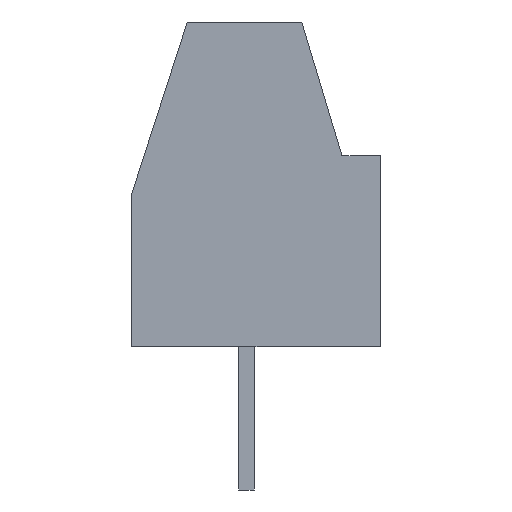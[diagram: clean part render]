
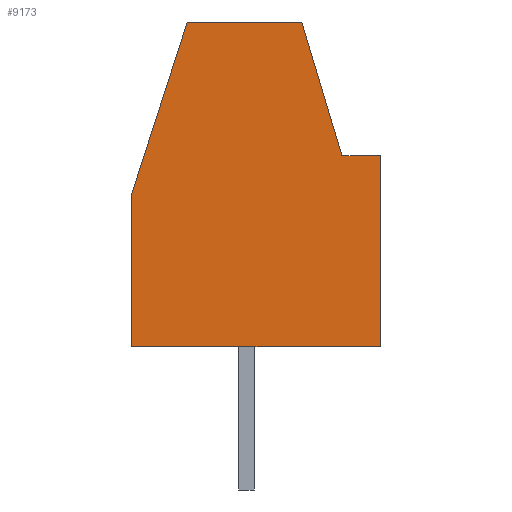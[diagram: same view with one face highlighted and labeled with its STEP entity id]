
A CAD part, left-side view. The second image highlights one B-rep face of the part: STEP entity #9173.
In plain terms, the highlighted planar face has unit normal (-1, 0, 0).
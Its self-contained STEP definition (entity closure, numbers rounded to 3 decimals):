
#7956 = VERTEX_POINT('',#7957);
#7957 = CARTESIAN_POINT('',(0.,-3.5,0.)
  );
#7966 = PLANE('',#7967);
#7967 = AXIS2_PLACEMENT_3D('',#7968,#7969,#7970);
#7968 = CARTESIAN_POINT('',(0.,-3.5,0.));
#7969 = DIRECTION('',(0.,-1.,0.));
#7970 = DIRECTION('',(0.,0.,1.));
#7978 = PLANE('',#7979);
#7979 = AXIS2_PLACEMENT_3D('',#7980,#7981,#7982);
#7980 = CARTESIAN_POINT('',(0.,-3.5,0.));
#7981 = DIRECTION('',(0.,0.,1.));
#7982 = DIRECTION('',(0.,1.,0.));
#8019 = VERTEX_POINT('',#8020);
#8020 = CARTESIAN_POINT('',(0.,-3.5,5.));
#8034 = PLANE('',#8035);
#8035 = AXIS2_PLACEMENT_3D('',#8036,#8037,#8038);
#8036 = CARTESIAN_POINT('',(0.,-3.5,5.));
#8037 = DIRECTION('',(0.,0.,1.));
#8038 = DIRECTION('',(0.,1.,0.));
#8046 = EDGE_CURVE('',#7956,#8019,#8047,.T.);
#8047 = SURFACE_CURVE('',#8048,(#8052,#8059),.PCURVE_S1.);
#8048 = LINE('',#8049,#8050);
#8049 = CARTESIAN_POINT('',(0.,-3.5,0.));
#8050 = VECTOR('',#8051,1.);
#8051 = DIRECTION('',(0.,0.,1.));
#8052 = PCURVE('',#7966,#8053);
#8053 = DEFINITIONAL_REPRESENTATION('',(#8054),#8058);
#8054 = LINE('',#8055,#8056);
#8055 = CARTESIAN_POINT('',(0.,0.));
#8056 = VECTOR('',#8057,1.);
#8057 = DIRECTION('',(1.,0.));
#8058 = ( GEOMETRIC_REPRESENTATION_CONTEXT(2) 
PARAMETRIC_REPRESENTATION_CONTEXT() REPRESENTATION_CONTEXT('2D SPACE',''
  ) );
#8059 = PCURVE('',#8060,#8065);
#8060 = PLANE('',#8061);
#8061 = AXIS2_PLACEMENT_3D('',#8062,#8063,#8064);
#8062 = CARTESIAN_POINT('',(0.,-0.231,
    3.774));
#8063 = DIRECTION('',(1.,0.,0.));
#8064 = DIRECTION('',(0.,0.,1.));
#8065 = DEFINITIONAL_REPRESENTATION('',(#8066),#8070);
#8066 = LINE('',#8067,#8068);
#8067 = CARTESIAN_POINT('',(-3.774,3.269));
#8068 = VECTOR('',#8069,1.);
#8069 = DIRECTION('',(1.,0.));
#8070 = ( GEOMETRIC_REPRESENTATION_CONTEXT(2) 
PARAMETRIC_REPRESENTATION_CONTEXT() REPRESENTATION_CONTEXT('2D SPACE',''
  ) );
#9126 = VERTEX_POINT('',#9127);
#9127 = CARTESIAN_POINT('',(0.,3.,0.));
#9141 = PLANE('',#9142);
#9142 = AXIS2_PLACEMENT_3D('',#9143,#9144,#9145);
#9143 = CARTESIAN_POINT('',(0.,3.,0.)
  );
#9144 = DIRECTION('',(0.,-1.,0.));
#9145 = DIRECTION('',(0.,0.,1.));
#9153 = EDGE_CURVE('',#7956,#9126,#9154,.T.);
#9154 = SURFACE_CURVE('',#9155,(#9159,#9166),.PCURVE_S1.);
#9155 = LINE('',#9156,#9157);
#9156 = CARTESIAN_POINT('',(0.,-3.5,0.));
#9157 = VECTOR('',#9158,1.);
#9158 = DIRECTION('',(0.,1.,0.));
#9159 = PCURVE('',#7978,#9160);
#9160 = DEFINITIONAL_REPRESENTATION('',(#9161),#9165);
#9161 = LINE('',#9162,#9163);
#9162 = CARTESIAN_POINT('',(0.,0.));
#9163 = VECTOR('',#9164,1.);
#9164 = DIRECTION('',(1.,0.));
#9165 = ( GEOMETRIC_REPRESENTATION_CONTEXT(2) 
PARAMETRIC_REPRESENTATION_CONTEXT() REPRESENTATION_CONTEXT('2D SPACE',''
  ) );
#9166 = PCURVE('',#8060,#9167);
#9167 = DEFINITIONAL_REPRESENTATION('',(#9168),#9172);
#9168 = LINE('',#9169,#9170);
#9169 = CARTESIAN_POINT('',(-3.774,3.269));
#9170 = VECTOR('',#9171,1.);
#9171 = DIRECTION('',(0.,-1.));
#9172 = ( GEOMETRIC_REPRESENTATION_CONTEXT(2) 
PARAMETRIC_REPRESENTATION_CONTEXT() REPRESENTATION_CONTEXT('2D SPACE',''
  ) );
#9173 = ADVANCED_FACE('',(#9174),#8060,.F.);
#9174 = FACE_BOUND('',#9175,.F.);
#9175 = EDGE_LOOP('',(#9176,#9177,#9178,#9201,#9229,#9257,#9285));
#9176 = ORIENTED_EDGE('',*,*,#8046,.F.);
#9177 = ORIENTED_EDGE('',*,*,#9153,.T.);
#9178 = ORIENTED_EDGE('',*,*,#9179,.T.);
#9179 = EDGE_CURVE('',#9126,#9180,#9182,.T.);
#9180 = VERTEX_POINT('',#9181);
#9181 = CARTESIAN_POINT('',(0.,3.,4.));
#9182 = SURFACE_CURVE('',#9183,(#9187,#9194),.PCURVE_S1.);
#9183 = LINE('',#9184,#9185);
#9184 = CARTESIAN_POINT('',(0.,3.,0.));
#9185 = VECTOR('',#9186,1.);
#9186 = DIRECTION('',(0.,0.,1.));
#9187 = PCURVE('',#8060,#9188);
#9188 = DEFINITIONAL_REPRESENTATION('',(#9189),#9193);
#9189 = LINE('',#9190,#9191);
#9190 = CARTESIAN_POINT('',(-3.774,-3.231));
#9191 = VECTOR('',#9192,1.);
#9192 = DIRECTION('',(1.,0.));
#9193 = ( GEOMETRIC_REPRESENTATION_CONTEXT(2) 
PARAMETRIC_REPRESENTATION_CONTEXT() REPRESENTATION_CONTEXT('2D SPACE',''
  ) );
#9194 = PCURVE('',#9141,#9195);
#9195 = DEFINITIONAL_REPRESENTATION('',(#9196),#9200);
#9196 = LINE('',#9197,#9198);
#9197 = CARTESIAN_POINT('',(0.,0.));
#9198 = VECTOR('',#9199,1.);
#9199 = DIRECTION('',(1.,0.));
#9200 = ( GEOMETRIC_REPRESENTATION_CONTEXT(2) 
PARAMETRIC_REPRESENTATION_CONTEXT() REPRESENTATION_CONTEXT('2D SPACE',''
  ) );
#9201 = ORIENTED_EDGE('',*,*,#9202,.F.);
#9202 = EDGE_CURVE('',#9203,#9180,#9205,.T.);
#9203 = VERTEX_POINT('',#9204);
#9204 = CARTESIAN_POINT('',(0.,1.551,8.5));
#9205 = SURFACE_CURVE('',#9206,(#9210,#9217),.PCURVE_S1.);
#9206 = LINE('',#9207,#9208);
#9207 = CARTESIAN_POINT('',(0.,1.551,8.5));
#9208 = VECTOR('',#9209,1.);
#9209 = DIRECTION('',(0.,0.307,-0.952)
  );
#9210 = PCURVE('',#8060,#9211);
#9211 = DEFINITIONAL_REPRESENTATION('',(#9212),#9216);
#9212 = LINE('',#9213,#9214);
#9213 = CARTESIAN_POINT('',(4.726,-1.781));
#9214 = VECTOR('',#9215,1.);
#9215 = DIRECTION('',(-0.952,-0.307));
#9216 = ( GEOMETRIC_REPRESENTATION_CONTEXT(2) 
PARAMETRIC_REPRESENTATION_CONTEXT() REPRESENTATION_CONTEXT('2D SPACE',''
  ) );
#9217 = PCURVE('',#9218,#9223);
#9218 = PLANE('',#9219);
#9219 = AXIS2_PLACEMENT_3D('',#9220,#9221,#9222);
#9220 = CARTESIAN_POINT('',(0.,1.551,8.5));
#9221 = DIRECTION('',(0.,0.952,0.307)
  );
#9222 = DIRECTION('',(0.,0.307,-0.952)
  );
#9223 = DEFINITIONAL_REPRESENTATION('',(#9224),#9228);
#9224 = LINE('',#9225,#9226);
#9225 = CARTESIAN_POINT('',(0.,0.));
#9226 = VECTOR('',#9227,1.);
#9227 = DIRECTION('',(1.,0.));
#9228 = ( GEOMETRIC_REPRESENTATION_CONTEXT(2) 
PARAMETRIC_REPRESENTATION_CONTEXT() REPRESENTATION_CONTEXT('2D SPACE',''
  ) );
#9229 = ORIENTED_EDGE('',*,*,#9230,.F.);
#9230 = EDGE_CURVE('',#9231,#9203,#9233,.T.);
#9231 = VERTEX_POINT('',#9232);
#9232 = CARTESIAN_POINT('',(0.,-1.449,8.5));
#9233 = SURFACE_CURVE('',#9234,(#9238,#9245),.PCURVE_S1.);
#9234 = LINE('',#9235,#9236);
#9235 = CARTESIAN_POINT('',(0.,-1.449,8.5));
#9236 = VECTOR('',#9237,1.);
#9237 = DIRECTION('',(0.,1.,0.));
#9238 = PCURVE('',#8060,#9239);
#9239 = DEFINITIONAL_REPRESENTATION('',(#9240),#9244);
#9240 = LINE('',#9241,#9242);
#9241 = CARTESIAN_POINT('',(4.726,1.219));
#9242 = VECTOR('',#9243,1.);
#9243 = DIRECTION('',(0.,-1.));
#9244 = ( GEOMETRIC_REPRESENTATION_CONTEXT(2) 
PARAMETRIC_REPRESENTATION_CONTEXT() REPRESENTATION_CONTEXT('2D SPACE',''
  ) );
#9245 = PCURVE('',#9246,#9251);
#9246 = PLANE('',#9247);
#9247 = AXIS2_PLACEMENT_3D('',#9248,#9249,#9250);
#9248 = CARTESIAN_POINT('',(0.,-1.449,8.5));
#9249 = DIRECTION('',(0.,0.,1.));
#9250 = DIRECTION('',(0.,1.,0.));
#9251 = DEFINITIONAL_REPRESENTATION('',(#9252),#9256);
#9252 = LINE('',#9253,#9254);
#9253 = CARTESIAN_POINT('',(0.,0.));
#9254 = VECTOR('',#9255,1.);
#9255 = DIRECTION('',(1.,0.));
#9256 = ( GEOMETRIC_REPRESENTATION_CONTEXT(2) 
PARAMETRIC_REPRESENTATION_CONTEXT() REPRESENTATION_CONTEXT('2D SPACE',''
  ) );
#9257 = ORIENTED_EDGE('',*,*,#9258,.F.);
#9258 = EDGE_CURVE('',#9259,#9231,#9261,.T.);
#9259 = VERTEX_POINT('',#9260);
#9260 = CARTESIAN_POINT('',(0.,-2.5,5.));
#9261 = SURFACE_CURVE('',#9262,(#9266,#9273),.PCURVE_S1.);
#9262 = LINE('',#9263,#9264);
#9263 = CARTESIAN_POINT('',(0.,-2.5,5.));
#9264 = VECTOR('',#9265,1.);
#9265 = DIRECTION('',(0.,0.288,0.958)
  );
#9266 = PCURVE('',#8060,#9267);
#9267 = DEFINITIONAL_REPRESENTATION('',(#9268),#9272);
#9268 = LINE('',#9269,#9270);
#9269 = CARTESIAN_POINT('',(1.226,2.269));
#9270 = VECTOR('',#9271,1.);
#9271 = DIRECTION('',(0.958,-0.288));
#9272 = ( GEOMETRIC_REPRESENTATION_CONTEXT(2) 
PARAMETRIC_REPRESENTATION_CONTEXT() REPRESENTATION_CONTEXT('2D SPACE',''
  ) );
#9273 = PCURVE('',#9274,#9279);
#9274 = PLANE('',#9275);
#9275 = AXIS2_PLACEMENT_3D('',#9276,#9277,#9278);
#9276 = CARTESIAN_POINT('',(0.,-2.5,5.));
#9277 = DIRECTION('',(0.,-0.958,0.288)
  );
#9278 = DIRECTION('',(0.,0.288,0.958)
  );
#9279 = DEFINITIONAL_REPRESENTATION('',(#9280),#9284);
#9280 = LINE('',#9281,#9282);
#9281 = CARTESIAN_POINT('',(0.,0.));
#9282 = VECTOR('',#9283,1.);
#9283 = DIRECTION('',(1.,0.));
#9284 = ( GEOMETRIC_REPRESENTATION_CONTEXT(2) 
PARAMETRIC_REPRESENTATION_CONTEXT() REPRESENTATION_CONTEXT('2D SPACE',''
  ) );
#9285 = ORIENTED_EDGE('',*,*,#9286,.F.);
#9286 = EDGE_CURVE('',#8019,#9259,#9287,.T.);
#9287 = SURFACE_CURVE('',#9288,(#9292,#9299),.PCURVE_S1.);
#9288 = LINE('',#9289,#9290);
#9289 = CARTESIAN_POINT('',(0.,-3.5,5.));
#9290 = VECTOR('',#9291,1.);
#9291 = DIRECTION('',(0.,1.,0.));
#9292 = PCURVE('',#8060,#9293);
#9293 = DEFINITIONAL_REPRESENTATION('',(#9294),#9298);
#9294 = LINE('',#9295,#9296);
#9295 = CARTESIAN_POINT('',(1.226,3.269));
#9296 = VECTOR('',#9297,1.);
#9297 = DIRECTION('',(0.,-1.));
#9298 = ( GEOMETRIC_REPRESENTATION_CONTEXT(2) 
PARAMETRIC_REPRESENTATION_CONTEXT() REPRESENTATION_CONTEXT('2D SPACE',''
  ) );
#9299 = PCURVE('',#8034,#9300);
#9300 = DEFINITIONAL_REPRESENTATION('',(#9301),#9305);
#9301 = LINE('',#9302,#9303);
#9302 = CARTESIAN_POINT('',(0.,0.));
#9303 = VECTOR('',#9304,1.);
#9304 = DIRECTION('',(1.,0.));
#9305 = ( GEOMETRIC_REPRESENTATION_CONTEXT(2) 
PARAMETRIC_REPRESENTATION_CONTEXT() REPRESENTATION_CONTEXT('2D SPACE',''
  ) );
